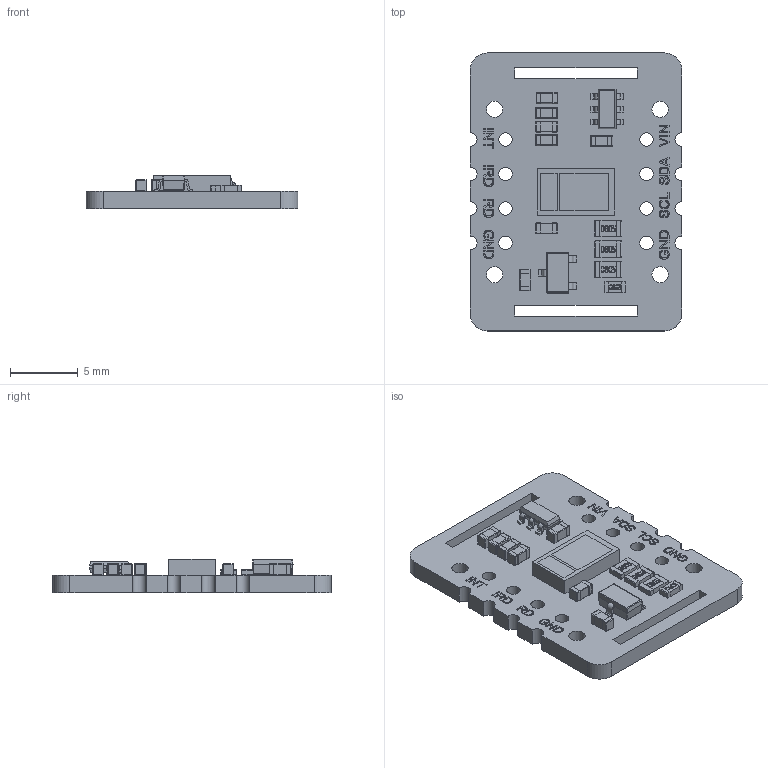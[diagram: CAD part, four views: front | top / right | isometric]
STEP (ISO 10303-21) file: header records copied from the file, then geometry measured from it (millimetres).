
FILE_DESCRIPTION(/* description */ (''),/* implementation_level */ '2;1');
FILE_NAME(/* name */ 'MH_ET_LIVE_BOARD v8.step',/* time_stamp */ '2020-02-29T23:51:15+03:00',/* author */ (''),/* organization */ (''),/* preprocessor_version */ 'ST-DEVELOPER v18',/* originating_system */ 'Autodesk Translation Framework v8.12.0.6',/* authorisation */ '');
FILE_SCHEMA (('AUTOMOTIVE_DESIGN { 1 0 10303 214 3 1 1 }'));
Length unit declared in the file: millimetre
Products named in the file (12): MH_ET_LIVE_BOARD; SOT-23-6; 0603; Äåòàëü1; Äåòàëü2; 0805; 0805_1; 0805_2; Äåòàëü1_1; Äåòàëü2_1; ceramic_cap_0603; SOT23-3
Assembly tree (25 placements, depth 3):
  MH_ET_LIVE_BOARD
    SOT-23-6
    ceramic_cap_0603  x7
    0603
      Äåòàëü1
      Äåòàëü2  x2
    0805
      Äåòàëü1_1
      Äåòàëü2_1  x2
    0805_1
      Äåòàëü1_1
      Äåòàëü2_1  x2
    0805_2
      Äåòàëü1_1
      Äåòàëü2_1  x2
    SOT23-3
Bounding box: 15.6 x 20.5 x 2.5 mm (x, y, z)
Volume: 418.3 mm3; surface area: 999.3 mm2
Topology: 28 solids, 28 shells, 1097 faces, 3007 edges, 1994 vertices
Faces by surface type: plane 540, bspline 265, cylinder 236, sphere 56
Full cylindrical faces by diameter (mm): 1 x8, 1.2 x4
Entity records: 28510 total; most frequent: CARTESIAN_POINT 10460, ORIENTED_EDGE 4146, DIRECTION 2665, EDGE_CURVE 2073, VERTEX_POINT 1412, LINE 1295, VECTOR 1295, EDGE_LOOP 829
